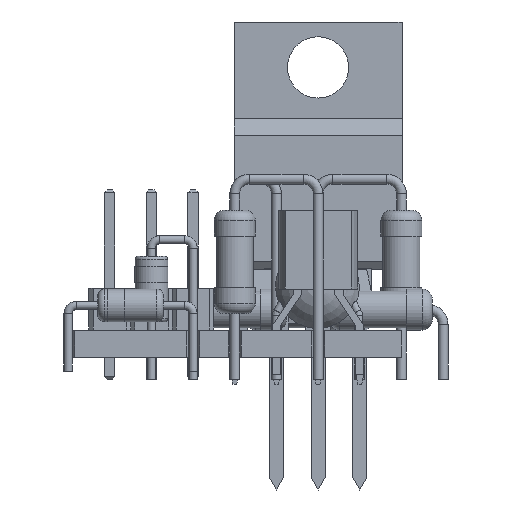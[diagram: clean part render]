
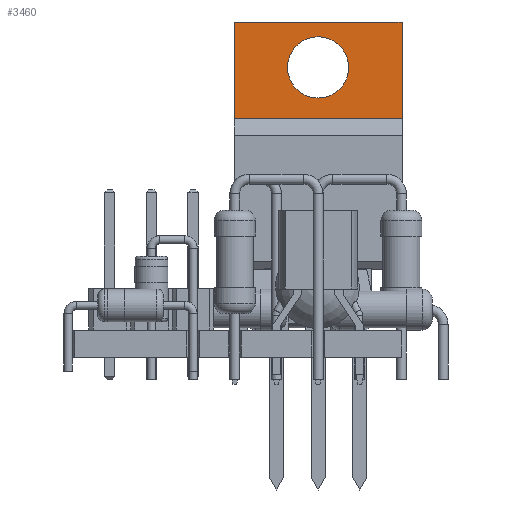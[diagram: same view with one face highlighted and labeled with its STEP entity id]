
A CAD part, front view. The second image highlights one B-rep face of the part: STEP entity #3460.
In plain terms, the highlighted planar face has unit normal (0, -1, 0).
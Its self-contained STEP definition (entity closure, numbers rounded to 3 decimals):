
#2949 = VERTEX_POINT('',#2950);
#2950 = CARTESIAN_POINT('',(7.655,1.89,12.875));
#2956 = EDGE_CURVE('',#2957,#2949,#2959,.T.);
#2957 = VERTEX_POINT('',#2958);
#2958 = CARTESIAN_POINT('',(-2.575,1.89,12.875));
#2959 = LINE('',#2960,#2961);
#2960 = CARTESIAN_POINT('',(2.535,1.89,12.875));
#2961 = VECTOR('',#2962,1.);
#2962 = DIRECTION('',(1.,0.,0.));
#3425 = EDGE_CURVE('',#2957,#3426,#3428,.T.);
#3426 = VERTEX_POINT('',#3427);
#3427 = CARTESIAN_POINT('',(-2.575,1.89,18.775));
#3428 = LINE('',#3429,#3430);
#3429 = CARTESIAN_POINT('',(-2.575,1.89,5.));
#3430 = VECTOR('',#3431,1.);
#3431 = DIRECTION('',(0.,0.,1.));
#3460 = ADVANCED_FACE('',(#3461,#3479),#3490,.T.);
#3461 = FACE_BOUND('',#3462,.T.);
#3462 = EDGE_LOOP('',(#3463,#3464,#3472,#3478));
#3463 = ORIENTED_EDGE('',*,*,#2956,.T.);
#3464 = ORIENTED_EDGE('',*,*,#3465,.T.);
#3465 = EDGE_CURVE('',#2949,#3466,#3468,.T.);
#3466 = VERTEX_POINT('',#3467);
#3467 = CARTESIAN_POINT('',(7.655,1.89,18.775));
#3468 = LINE('',#3469,#3470);
#3469 = CARTESIAN_POINT('',(7.655,1.89,5.));
#3470 = VECTOR('',#3471,1.);
#3471 = DIRECTION('',(0.,0.,1.));
#3472 = ORIENTED_EDGE('',*,*,#3473,.T.);
#3473 = EDGE_CURVE('',#3466,#3426,#3474,.T.);
#3474 = LINE('',#3475,#3476);
#3475 = CARTESIAN_POINT('',(7.655,1.89,18.775));
#3476 = VECTOR('',#3477,1.);
#3477 = DIRECTION('',(-1.,0.,0.));
#3478 = ORIENTED_EDGE('',*,*,#3425,.F.);
#3479 = FACE_BOUND('',#3480,.T.);
#3480 = EDGE_LOOP('',(#3481));
#3481 = ORIENTED_EDGE('',*,*,#3482,.F.);
#3482 = EDGE_CURVE('',#3483,#3483,#3485,.T.);
#3483 = VERTEX_POINT('',#3484);
#3484 = CARTESIAN_POINT('',(4.408,1.89,16.005));
#3485 = CIRCLE('',#3486,1.868);
#3486 = AXIS2_PLACEMENT_3D('',#3487,#3488,#3489);
#3487 = CARTESIAN_POINT('',(2.54,1.89,16.005));
#3488 = DIRECTION('',(0.,-1.,0.));
#3489 = DIRECTION('',(1.,0.,0.));
#3490 = PLANE('',#3491);
#3491 = AXIS2_PLACEMENT_3D('',#3492,#3493,#3494);
#3492 = CARTESIAN_POINT('',(7.655,1.89,5.));
#3493 = DIRECTION('',(0.,-1.,0.));
#3494 = DIRECTION('',(-1.,0.,0.));
